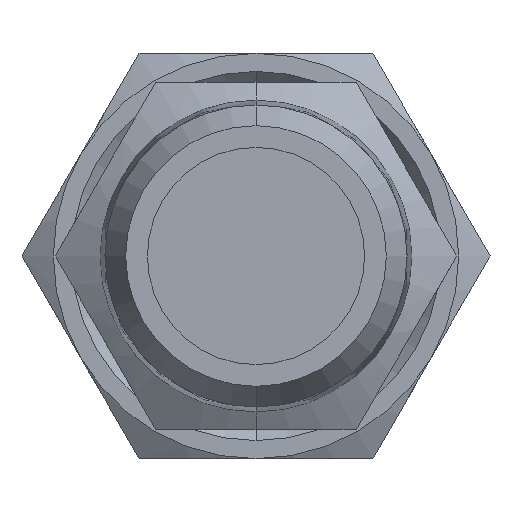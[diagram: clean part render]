
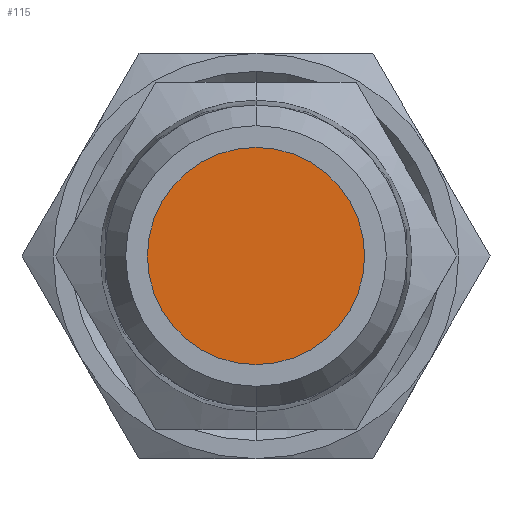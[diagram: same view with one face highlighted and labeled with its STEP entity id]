
A CAD part, front view. The second image highlights one B-rep face of the part: STEP entity #115.
In plain terms, the highlighted planar face has unit normal (0, -1, 0).
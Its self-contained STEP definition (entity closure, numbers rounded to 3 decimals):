
#74 = FACE_OUTER_BOUND ( 'NONE', #1977, .T. ) ;
#115 = ADVANCED_FACE ( 'NONE', ( #74 ), #1687, .F. ) ;
#583 = CARTESIAN_POINT ( 'NONE',  ( 0., 1.625, 0. ) ) ;
#584 = DIRECTION ( 'NONE',  ( 0., -1., 0. ) ) ;
#585 = DIRECTION ( 'NONE',  ( 0., 0., 1. ) ) ;
#603 = CARTESIAN_POINT ( 'NONE',  ( 0., 1.625, 0. ) ) ;
#604 = DIRECTION ( 'NONE',  ( 0., -1., 0. ) ) ;
#605 = DIRECTION ( 'NONE',  ( 0., 0., 1. ) ) ;
#758 = CIRCLE ( 'NONE', #2301, 7.5 ) ;
#771 = CIRCLE ( 'NONE', #2306, 7.5 ) ;
#802 = EDGE_CURVE ( 'NONE', #1867, #1868, #758, .T. ) ;
#811 = EDGE_CURVE ( 'NONE', #1868, #1867, #771, .T. ) ;
#950 = AXIS2_PLACEMENT_3D ( 'NONE', #1695, #1696, #1697 ) ;
#1528 = CARTESIAN_POINT ( 'NONE',  ( 0., 1.625, 7.5 ) ) ;
#1529 = CARTESIAN_POINT ( 'NONE',  ( 0., 1.625, -7.5 ) ) ;
#1687 = PLANE ( 'NONE',  #950 ) ;
#1695 = CARTESIAN_POINT ( 'NONE',  ( 0., 1.625, 0. ) ) ;
#1696 = DIRECTION ( 'NONE',  ( 0., 1., 0. ) ) ;
#1697 = DIRECTION ( 'NONE',  ( 0., 0., 1. ) ) ;
#1745 = ORIENTED_EDGE ( 'NONE', *, *, #802, .T. ) ;
#1746 = ORIENTED_EDGE ( 'NONE', *, *, #811, .T. ) ;
#1867 = VERTEX_POINT ( 'NONE', #1528 ) ;
#1868 = VERTEX_POINT ( 'NONE', #1529 ) ;
#1977 = EDGE_LOOP ( 'NONE', ( #1746, #1745 ) ) ;
#2301 = AXIS2_PLACEMENT_3D ( 'NONE', #583, #584, #585 ) ;
#2306 = AXIS2_PLACEMENT_3D ( 'NONE', #603, #604, #605 ) ;
